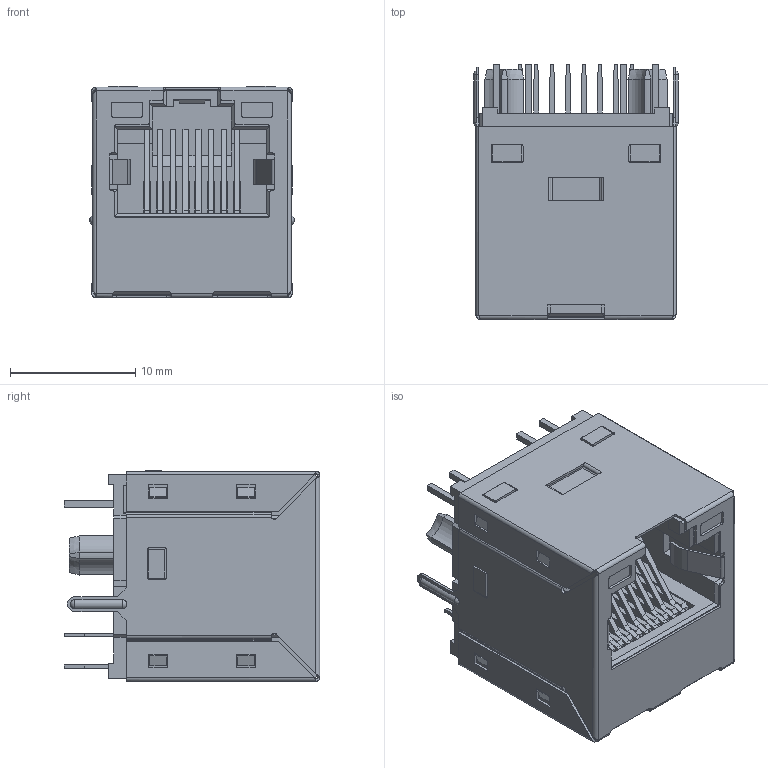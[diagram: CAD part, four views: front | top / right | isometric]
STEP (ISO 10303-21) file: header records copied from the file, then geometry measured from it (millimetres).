
FILE_DESCRIPTION(/* description */ ('Unknown'),/* implementation_level */ '2;1');
FILE_NAME(/* name */ '74990101210',/* time_stamp */ '2022-02-10T16:13:20+01:00',/* author */ ('Unknown'),/* organization */ ('Unknown'),/* preprocessor_version */ 'ST-DEVELOPER v16.7',/* originating_system */ 'Solid Edge',/* authorisation */ 'Unknown');
FILE_SCHEMA (('AUTOMOTIVE_DESIGN {1 0 10303 214 3 1 1}'));
Products named in the file (1): 74990101210
Bounding box: 16.34 x 20.4 x 16.85 mm (x, y, z)
Volume: 1865.7 mm3; surface area: 6888.2 mm2
Topology: 2 solids, 2 shells, 2158 faces, 6457 edges, 4208 vertices
Faces by surface type: plane 1737, cylinder 303, bspline 78, cone 16, torus 16, sphere 8
Entity records: 89439 total; most frequent: CARTESIAN_POINT 16431, ORIENTED_EDGE 12866, DIRECTION 10885, EDGE_CURVE 6433, LINE 5387, VECTOR 5387, VERTEX_POINT 4200, AXIS2_PLACEMENT_3D 2749
